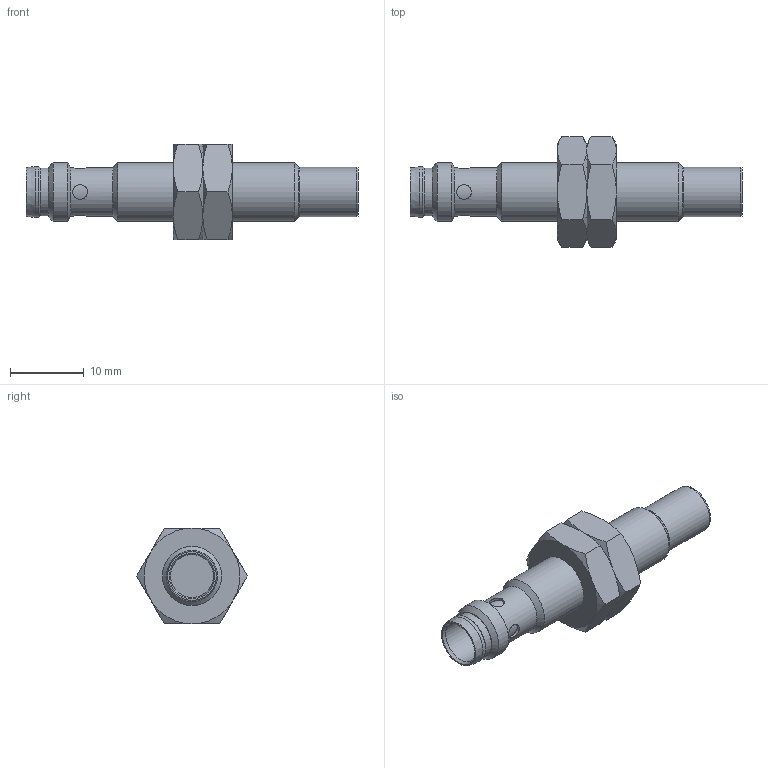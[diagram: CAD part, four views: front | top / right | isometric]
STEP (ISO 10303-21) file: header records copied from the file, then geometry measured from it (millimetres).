
FILE_DESCRIPTION (( 'STEP AP203' ), '1' );
FILE_NAME ('PEW2-AP-4F.step', '2021-01-22T22:38:49', ( 'ADC123' ), ( 'Microsoft' ), 'SwSTEP 2.0', 'SolidWorks 2019', '' );
FILE_SCHEMA (( 'CONFIG_CONTROL_DESIGN' ));
Length unit declared in the file: inch
Products named in the file (1): PEW2-AP-4F
Bounding box: 45.06 x 15.01 x 13 mm (x, y, z)
Volume: 2692.8 mm3; surface area: 2173 mm2
Topology: 3 solids, 3 shells, 75 faces, 161 edges, 98 vertices
Faces by surface type: cone 35, plane 21, cylinder 18, bspline 1
Full cylindrical faces by diameter (mm): 2 x4, 5.8 x1, 6.5 x1, 6.6 x1, 6.63 x1, 6.67 x1, 6.9 x1, 6.917 x2, 8 x2
Entity records: 2128 total; most frequent: CARTESIAN_POINT 699, DIRECTION 266, ORIENTED_EDGE 240, AXIS2_PLACEMENT_3D 127, EDGE_CURVE 120, EDGE_LOOP 112, FACE_OUTER_BOUND 90, VERTEX_POINT 84
